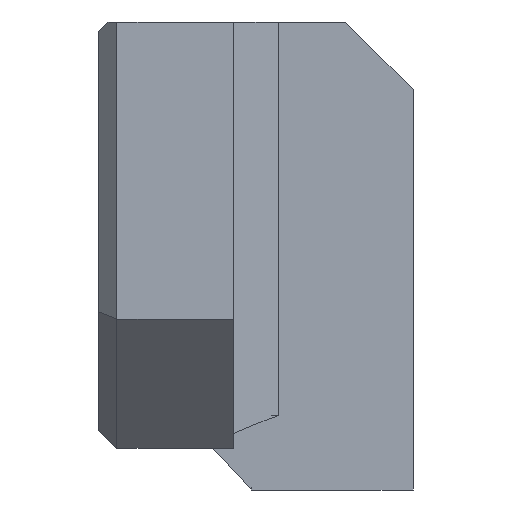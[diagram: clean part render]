
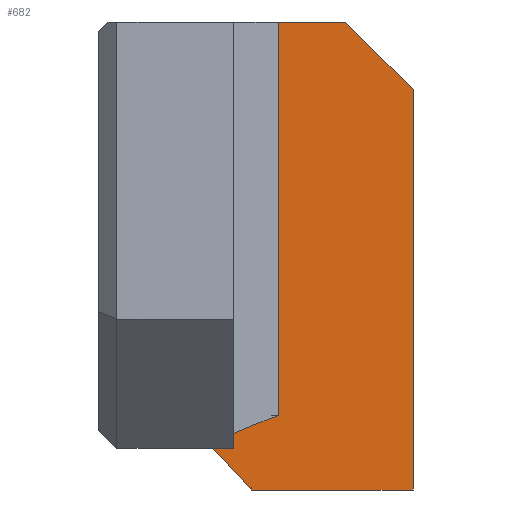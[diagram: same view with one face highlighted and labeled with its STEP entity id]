
A CAD part, left-side view. The second image highlights one B-rep face of the part: STEP entity #682.
In plain terms, the highlighted planar face has unit normal (-1, 0, 0).
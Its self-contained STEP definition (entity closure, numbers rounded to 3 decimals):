
#35=(
BOUNDED_CURVE()
B_SPLINE_CURVE(2,(#1035,#1036,#1037),.UNSPECIFIED.,.F.,.F.)
B_SPLINE_CURVE_WITH_KNOTS((3,3),(0.625,0.743),
 .UNSPECIFIED.)
CURVE()
GEOMETRIC_REPRESENTATION_ITEM()
RATIONAL_B_SPLINE_CURVE((1.028,1.026,1.023))
REPRESENTATION_ITEM('')
);
#41=PLANE('',#742);
#70=FACE_OUTER_BOUND('',#111,.T.);
#111=EDGE_LOOP('',(#488,#489,#490,#491,#492,#493,#494,#495,#496));
#156=LINE('',#1015,#224);
#158=LINE('',#1019,#226);
#160=LINE('',#1025,#228);
#161=LINE('',#1027,#229);
#162=LINE('',#1029,#230);
#163=LINE('',#1031,#231);
#164=LINE('',#1033,#232);
#165=LINE('',#1038,#233);
#224=VECTOR('',#819,10.);
#226=VECTOR('',#823,10.);
#228=VECTOR('',#829,10.);
#229=VECTOR('',#830,10.);
#230=VECTOR('',#831,10.);
#231=VECTOR('',#832,10.);
#232=VECTOR('',#833,10.);
#233=VECTOR('',#834,10.);
#315=VERTEX_POINT('',#1012);
#316=VERTEX_POINT('',#1014);
#317=VERTEX_POINT('',#1018);
#319=VERTEX_POINT('',#1024);
#320=VERTEX_POINT('',#1026);
#321=VERTEX_POINT('',#1028);
#322=VERTEX_POINT('',#1030);
#323=VERTEX_POINT('',#1032);
#324=VERTEX_POINT('',#1034);
#379=EDGE_CURVE('',#315,#316,#156,.T.);
#381=EDGE_CURVE('',#317,#316,#158,.T.);
#384=EDGE_CURVE('',#319,#315,#160,.T.);
#385=EDGE_CURVE('',#320,#319,#161,.T.);
#386=EDGE_CURVE('',#320,#321,#162,.T.);
#387=EDGE_CURVE('',#322,#321,#163,.T.);
#388=EDGE_CURVE('',#322,#323,#164,.T.);
#389=EDGE_CURVE('',#324,#323,#35,.T.);
#390=EDGE_CURVE('',#324,#317,#165,.T.);
#488=ORIENTED_EDGE('',*,*,#379,.F.);
#489=ORIENTED_EDGE('',*,*,#384,.F.);
#490=ORIENTED_EDGE('',*,*,#385,.F.);
#491=ORIENTED_EDGE('',*,*,#386,.T.);
#492=ORIENTED_EDGE('',*,*,#387,.F.);
#493=ORIENTED_EDGE('',*,*,#388,.T.);
#494=ORIENTED_EDGE('',*,*,#389,.F.);
#495=ORIENTED_EDGE('',*,*,#390,.T.);
#496=ORIENTED_EDGE('',*,*,#381,.T.);
#682=ADVANCED_FACE('',(#70),#41,.T.);
#742=AXIS2_PLACEMENT_3D('',#1023,#827,#828);
#819=DIRECTION('',(0.,-0.707,-0.707));
#823=DIRECTION('',(0.,0.,1.));
#827=DIRECTION('center_axis',(-1.,0.,0.));
#828=DIRECTION('ref_axis',(0.,0.,-1.));
#829=DIRECTION('',(0.,-1.,0.));
#830=DIRECTION('',(0.,0.,1.));
#831=DIRECTION('',(0.,1.,0.));
#832=DIRECTION('',(0.,0.,1.));
#833=DIRECTION('',(0.,-1.,0.));
#834=DIRECTION('',(0.,-1.,0.));
#1012=CARTESIAN_POINT('',(-2.95,1.5,48.75));
#1014=CARTESIAN_POINT('',(-2.95,0.,47.25));
#1015=CARTESIAN_POINT('',(-2.95,2.5,49.75));
#1018=CARTESIAN_POINT('',(-2.95,0.,38.325));
#1019=CARTESIAN_POINT('',(-2.95,0.,46.144));
#1023=CARTESIAN_POINT('Origin',(-2.95,7.,48.75));
#1024=CARTESIAN_POINT('',(-2.95,3.,48.75));
#1025=CARTESIAN_POINT('',(-2.95,7.,48.75));
#1026=CARTESIAN_POINT('',(-2.95,3.,39.982));
#1027=CARTESIAN_POINT('',(-2.95,3.,46.375));
#1028=CARTESIAN_POINT('',(-2.95,6.599,39.982));
#1029=CARTESIAN_POINT('',(-2.95,7.,39.982));
#1030=CARTESIAN_POINT('',(-2.95,6.599,39.291));
#1031=CARTESIAN_POINT('',(-2.95,6.599,46.375));
#1032=CARTESIAN_POINT('',(-2.95,4.5,39.291));
#1033=CARTESIAN_POINT('',(-2.95,7.,39.291));
#1034=CARTESIAN_POINT('',(-2.95,3.6,38.325));
#1035=CARTESIAN_POINT('Ctrl Pts',(-2.95,3.6,38.325));
#1036=CARTESIAN_POINT('Ctrl Pts',(-2.95,4.03,38.789));
#1037=CARTESIAN_POINT('Ctrl Pts',(-2.95,4.5,39.291));
#1038=CARTESIAN_POINT('',(-2.95,7.,38.325));
